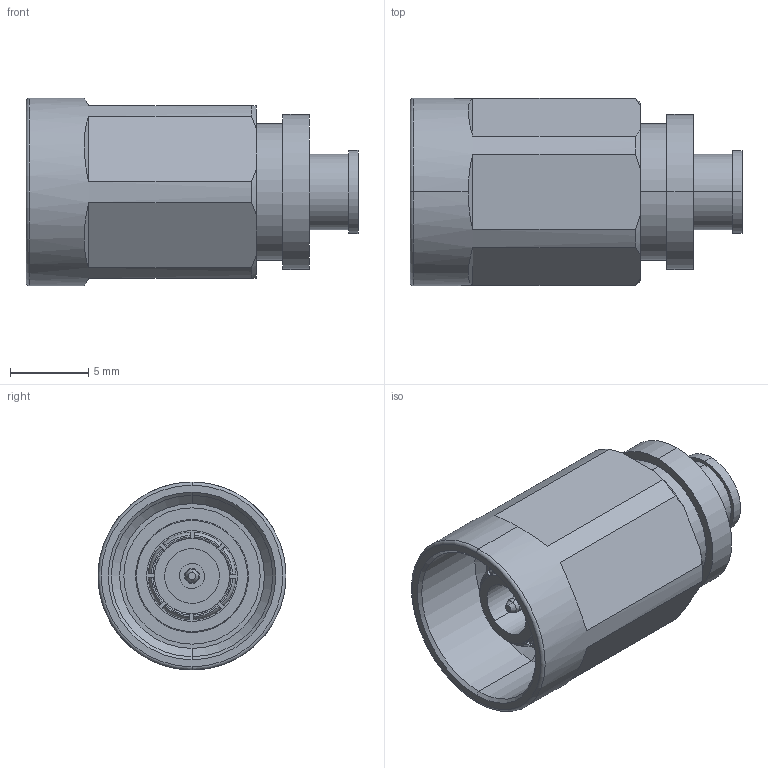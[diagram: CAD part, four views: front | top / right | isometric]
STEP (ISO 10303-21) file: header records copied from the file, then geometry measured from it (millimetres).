
FILE_DESCRIPTION (( 'STEP AP214' ), '1' );
FILE_NAME ('TC-402-NX10M-LP-FM.STEP', '2021-03-29T20:40:21', ( '' ), ( '' ), 'SwSTEP 2.0', 'SolidWorks 2020', '' );
FILE_SCHEMA (( 'AUTOMOTIVE_DESIGN' ));
Length unit declared in the file: inch
Products named in the file (1): TC-402-NX10M-LP-FM
Bounding box: 21.2 x 12 x 12 mm (x, y, z)
Volume: 1223.8 mm3; surface area: 1721.3 mm2
Topology: 1 solids, 1 shells, 179 faces, 432 edges, 270 vertices
Faces by surface type: cylinder 54, plane 53, cone 48, torus 24
Entity records: 5482 total; most frequent: CARTESIAN_POINT 1238, DIRECTION 920, ORIENTED_EDGE 864, EDGE_CURVE 432, AXIS2_PLACEMENT_3D 376, VERTEX_POINT 270, CIRCLE 196, EDGE_LOOP 194
